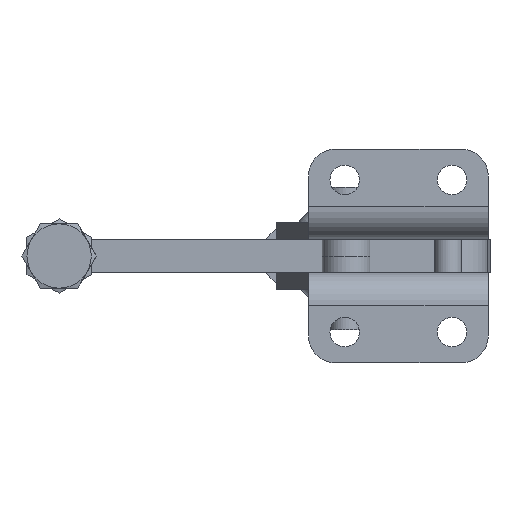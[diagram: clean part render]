
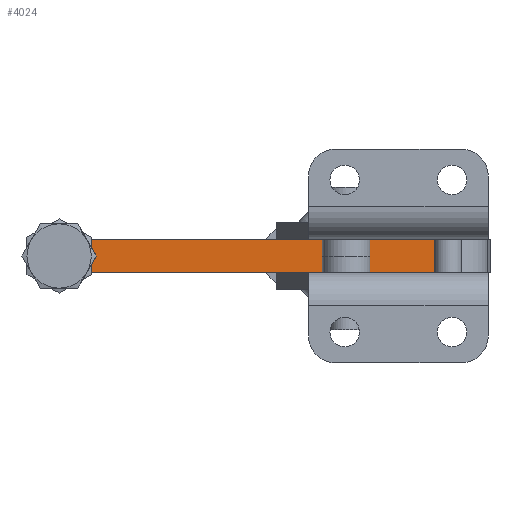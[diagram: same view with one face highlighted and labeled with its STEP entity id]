
A CAD part, front view. The second image highlights one B-rep face of the part: STEP entity #4024.
In plain terms, the highlighted planar face has unit normal (0, -1, 0).
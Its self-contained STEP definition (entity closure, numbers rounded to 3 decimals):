
#674=VERTEX_POINT('',#6394);
#675=VERTEX_POINT('',#6396);
#676=VERTEX_POINT('',#6400);
#677=VERTEX_POINT('',#6402);
#1052=VECTOR('',#5125,1.);
#1053=VECTOR('',#5129,1.);
#1054=VECTOR('',#5130,1.);
#1055=VECTOR('',#5131,1.);
#1292=LINE('',#6395,#1052);
#1293=LINE('',#6399,#1053);
#1294=LINE('',#6401,#1054);
#1295=LINE('',#6403,#1055);
#1619=EDGE_CURVE('',#675,#674,#1292,.T.);
#1621=EDGE_CURVE('',#674,#676,#1293,.T.);
#1622=EDGE_CURVE('',#677,#676,#1294,.T.);
#1623=EDGE_CURVE('',#675,#677,#1295,.T.);
#2360=ORIENTED_EDGE('',*,*,#1621,.T.);
#2361=ORIENTED_EDGE('',*,*,#1622,.F.);
#2362=ORIENTED_EDGE('',*,*,#1623,.F.);
#2363=ORIENTED_EDGE('',*,*,#1619,.T.);
#3186=EDGE_LOOP('',(#2360,#2361,#2362,#2363));
#3618=FACE_BOUND('',#3186,.T.);
#4024=ADVANCED_FACE('',(#3618),#7309,.T.);
#4383=AXIS2_PLACEMENT_3D('',#6398,#5128,$);
#5125=DIRECTION('',(0.,0.,1.));
#5128=DIRECTION('',(0.,-1.,0.));
#5129=DIRECTION('',(-1.,0.,0.));
#5130=DIRECTION('',(0.,0.,1.));
#5131=DIRECTION('',(-1.,0.,0.));
#6394=CARTESIAN_POINT('',(249.224,264.115,23.309));
#6395=CARTESIAN_POINT('',(249.224,264.115,13.309));
#6396=CARTESIAN_POINT('',(249.224,264.115,13.309));
#6398=CARTESIAN_POINT('',(249.224,264.115,13.309));
#6399=CARTESIAN_POINT('',(205.026,264.12,23.309));
#6400=CARTESIAN_POINT('',(143.724,264.127,23.309));
#6401=CARTESIAN_POINT('',(143.724,264.127,13.309));
#6402=CARTESIAN_POINT('',(143.724,264.127,13.309));
#6403=CARTESIAN_POINT('',(205.026,264.12,13.309));
#7309=PLANE('',#4383);
